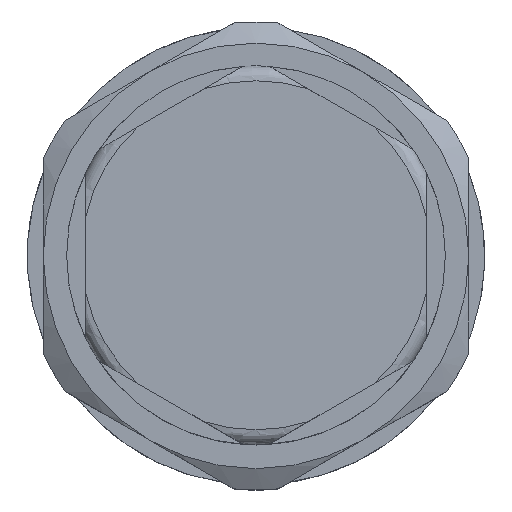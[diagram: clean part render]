
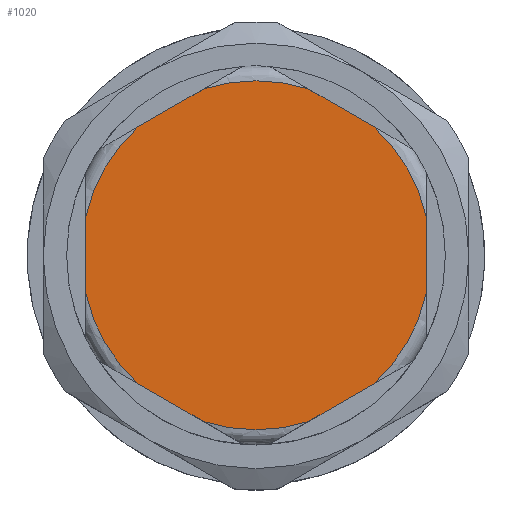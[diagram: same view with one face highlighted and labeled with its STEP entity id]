
A CAD part, top view. The second image highlights one B-rep face of the part: STEP entity #1020.
In plain terms, the highlighted planar face has unit normal (0, 0, 1).
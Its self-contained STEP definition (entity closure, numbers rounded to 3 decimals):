
#82=FACE_OUTER_BOUND('',#146,.T.);
#146=EDGE_LOOP('',(#703,#704,#705,#706,#707,#708,#709,#710,#711,#712,#713,
#714));
#219=CIRCLE('',#1127,8.2);
#220=CIRCLE('',#1128,8.2);
#221=CIRCLE('',#1129,8.2);
#222=CIRCLE('',#1130,8.2);
#223=CIRCLE('',#1131,8.2);
#224=CIRCLE('',#1132,8.2);
#282=LINE('',#1637,#345);
#283=LINE('',#1641,#346);
#284=LINE('',#1645,#347);
#285=LINE('',#1649,#348);
#286=LINE('',#1653,#349);
#287=LINE('',#1657,#350);
#345=VECTOR('',#1317,10.);
#346=VECTOR('',#1320,10.);
#347=VECTOR('',#1323,10.);
#348=VECTOR('',#1326,10.);
#349=VECTOR('',#1329,10.);
#350=VECTOR('',#1332,10.);
#420=VERTEX_POINT('',#1635);
#421=VERTEX_POINT('',#1636);
#422=VERTEX_POINT('',#1638);
#423=VERTEX_POINT('',#1640);
#424=VERTEX_POINT('',#1642);
#425=VERTEX_POINT('',#1644);
#426=VERTEX_POINT('',#1646);
#427=VERTEX_POINT('',#1648);
#428=VERTEX_POINT('',#1650);
#429=VERTEX_POINT('',#1652);
#430=VERTEX_POINT('',#1654);
#431=VERTEX_POINT('',#1656);
#532=EDGE_CURVE('',#420,#421,#282,.T.);
#533=EDGE_CURVE('',#422,#421,#219,.T.);
#534=EDGE_CURVE('',#422,#423,#283,.T.);
#535=EDGE_CURVE('',#424,#423,#220,.T.);
#536=EDGE_CURVE('',#424,#425,#284,.T.);
#537=EDGE_CURVE('',#426,#425,#221,.T.);
#538=EDGE_CURVE('',#426,#427,#285,.T.);
#539=EDGE_CURVE('',#428,#427,#222,.T.);
#540=EDGE_CURVE('',#428,#429,#286,.T.);
#541=EDGE_CURVE('',#430,#429,#223,.T.);
#542=EDGE_CURVE('',#430,#431,#287,.T.);
#543=EDGE_CURVE('',#420,#431,#224,.T.);
#703=ORIENTED_EDGE('',*,*,#532,.T.);
#704=ORIENTED_EDGE('',*,*,#533,.F.);
#705=ORIENTED_EDGE('',*,*,#534,.T.);
#706=ORIENTED_EDGE('',*,*,#535,.F.);
#707=ORIENTED_EDGE('',*,*,#536,.T.);
#708=ORIENTED_EDGE('',*,*,#537,.F.);
#709=ORIENTED_EDGE('',*,*,#538,.T.);
#710=ORIENTED_EDGE('',*,*,#539,.F.);
#711=ORIENTED_EDGE('',*,*,#540,.T.);
#712=ORIENTED_EDGE('',*,*,#541,.F.);
#713=ORIENTED_EDGE('',*,*,#542,.T.);
#714=ORIENTED_EDGE('',*,*,#543,.F.);
#975=PLANE('',#1126);
#1020=ADVANCED_FACE('',(#82),#975,.T.);
#1126=AXIS2_PLACEMENT_3D('',#1634,#1315,#1316);
#1127=AXIS2_PLACEMENT_3D('',#1639,#1318,#1319);
#1128=AXIS2_PLACEMENT_3D('',#1643,#1321,#1322);
#1129=AXIS2_PLACEMENT_3D('',#1647,#1324,#1325);
#1130=AXIS2_PLACEMENT_3D('',#1651,#1327,#1328);
#1131=AXIS2_PLACEMENT_3D('',#1655,#1330,#1331);
#1132=AXIS2_PLACEMENT_3D('',#1658,#1333,#1334);
#1315=DIRECTION('center_axis',(0.,0.,
1.));
#1316=DIRECTION('ref_axis',(0.866,0.5,0.));
#1317=DIRECTION('',(-0.866,-0.5,0.));
#1318=DIRECTION('center_axis',(0.,0.,
-1.));
#1319=DIRECTION('ref_axis',(-0.5,0.866,0.));
#1320=DIRECTION('',(0.,-1.,0.));
#1321=DIRECTION('center_axis',(0.,0.,
-1.));
#1322=DIRECTION('ref_axis',(-0.5,0.866,0.));
#1323=DIRECTION('',(0.866,-0.5,0.));
#1324=DIRECTION('center_axis',(0.,0.,
-1.));
#1325=DIRECTION('ref_axis',(-0.5,0.866,0.));
#1326=DIRECTION('',(0.866,0.5,0.));
#1327=DIRECTION('center_axis',(0.,0.,
-1.));
#1328=DIRECTION('ref_axis',(-0.5,0.866,0.));
#1329=DIRECTION('',(0.,1.,0.));
#1330=DIRECTION('center_axis',(0.,0.,
-1.));
#1331=DIRECTION('ref_axis',(-0.5,0.866,0.));
#1332=DIRECTION('',(-0.866,0.5,0.));
#1333=DIRECTION('center_axis',(0.,0.,
-1.));
#1334=DIRECTION('ref_axis',(-0.5,0.866,0.));
#1634=CARTESIAN_POINT('Origin',(-3.212,5.564,-1.12));
#1635=CARTESIAN_POINT('',(-2.441,7.828,-1.12));
#1636=CARTESIAN_POINT('',(-5.559,6.028,-1.12));
#1637=CARTESIAN_POINT('',(-2.311,7.903,-1.12));
#1638=CARTESIAN_POINT('',(-8.,1.8,-1.12));
#1639=CARTESIAN_POINT('Origin',(0.,0.,
-1.12));
#1640=CARTESIAN_POINT('',(-8.,-1.8,-1.12));
#1641=CARTESIAN_POINT('',(-8.,4.732,-1.12));
#1642=CARTESIAN_POINT('',(-5.559,-6.028,-1.12));
#1643=CARTESIAN_POINT('Origin',(0.,0.,
-1.12));
#1644=CARTESIAN_POINT('',(-2.441,-7.828,-1.12));
#1645=CARTESIAN_POINT('',(-8.098,-4.562,-1.12));
#1646=CARTESIAN_POINT('',(2.441,-7.828,-1.12));
#1647=CARTESIAN_POINT('Origin',(0.,0.,
-1.12));
#1648=CARTESIAN_POINT('',(5.559,-6.028,-1.12));
#1649=CARTESIAN_POINT('',(2.311,-7.903,-1.12));
#1650=CARTESIAN_POINT('',(8.,-1.8,-1.12));
#1651=CARTESIAN_POINT('Origin',(0.,0.,
-1.12));
#1652=CARTESIAN_POINT('',(8.,1.8,-1.12));
#1653=CARTESIAN_POINT('',(8.,0.832,-1.12));
#1654=CARTESIAN_POINT('',(5.559,6.028,-1.12));
#1655=CARTESIAN_POINT('Origin',(0.,0.,
-1.12));
#1656=CARTESIAN_POINT('',(2.441,7.828,-1.12));
#1657=CARTESIAN_POINT('',(3.279,7.344,-1.12));
#1658=CARTESIAN_POINT('Origin',(0.,0.,
-1.12));
